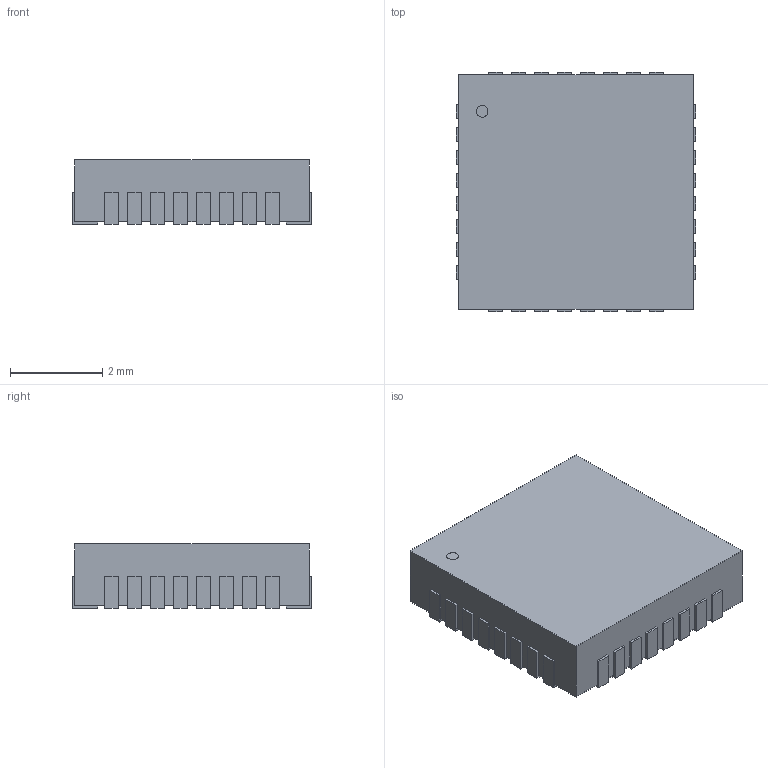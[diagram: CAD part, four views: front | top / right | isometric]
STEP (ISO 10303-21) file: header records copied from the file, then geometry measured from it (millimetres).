
FILE_DESCRIPTION(('STEP AP214'),'1');
FILE_NAME('UFQFPN-32','2019-08-28T18:21:45',(''),(''),'','','');
FILE_SCHEMA(('AUTOMOTIVE_DESIGN'));
Length unit declared in the file: millimetre
Products named in the file (1): product
Bounding box: 5.2 x 5.2 x 1.4 mm (x, y, z)
Volume: 0 mm3; surface area: 107.5 mm2
Topology: 1 solids, 263 shells, 265 faces, 1179 edges, 1178 vertices
Faces by surface type: plane 264, cylinder 1
Full cylindrical faces by diameter (mm): 0.255 x1
Entity records: 13054 total; most frequent: CARTESIAN_POINT 2623, VERTEX_POINT 2354, DIRECTION 1714, ORIENTED_EDGE 1180, EDGE_CURVE 1178, LINE 1176, VECTOR 1176, AXIS2_PLACEMENT_3D 269
